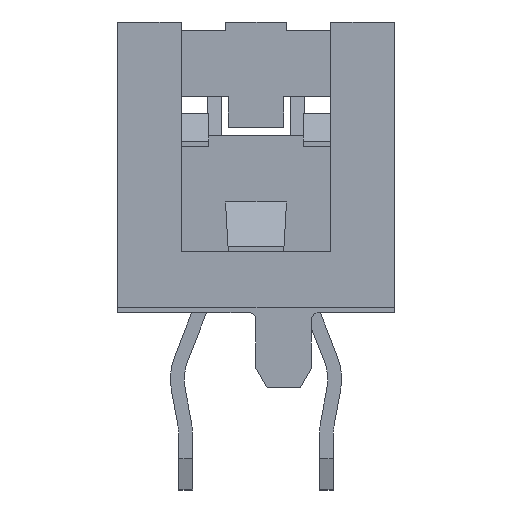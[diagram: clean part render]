
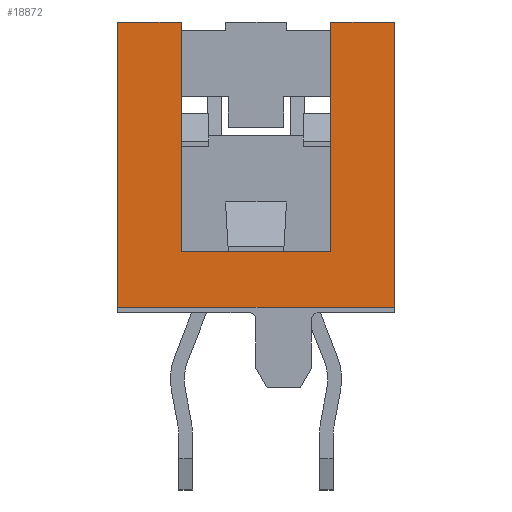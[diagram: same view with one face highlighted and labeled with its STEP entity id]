
A CAD part, left-side view. The second image highlights one B-rep face of the part: STEP entity #18872.
In plain terms, the highlighted face is planar.
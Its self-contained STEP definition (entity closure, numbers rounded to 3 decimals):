
#4758=ORIENTED_EDGE('',*,*,#8378,.F.);
#4759=ORIENTED_EDGE('',*,*,#8363,.F.);
#4760=ORIENTED_EDGE('',*,*,#8382,.T.);
#4761=ORIENTED_EDGE('',*,*,#8478,.T.);
#4762=ORIENTED_EDGE('',*,*,#8448,.F.);
#4763=ORIENTED_EDGE('',*,*,#8429,.T.);
#4764=ORIENTED_EDGE('',*,*,#8447,.T.);
#4765=ORIENTED_EDGE('',*,*,#8480,.T.);
#8363=EDGE_CURVE('',#10544,#10545,#12539,.T.);
#8378=EDGE_CURVE('',#10545,#10553,#12554,.T.);
#8382=EDGE_CURVE('',#10544,#10555,#12558,.T.);
#8429=EDGE_CURVE('',#10582,#10583,#12593,.T.);
#8447=EDGE_CURVE('',#10583,#10585,#12611,.T.);
#8448=EDGE_CURVE('',#10582,#10586,#12612,.T.);
#8478=EDGE_CURVE('',#10555,#10586,#12630,.T.);
#8480=EDGE_CURVE('',#10585,#10553,#12632,.T.);
#10544=VERTEX_POINT('',#29834);
#10545=VERTEX_POINT('',#29836);
#10553=VERTEX_POINT('',#29861);
#10555=VERTEX_POINT('',#29867);
#10582=VERTEX_POINT('',#29955);
#10583=VERTEX_POINT('',#29957);
#10585=VERTEX_POINT('',#29979);
#10586=VERTEX_POINT('',#29994);
#12539=LINE('',#29835,#14807);
#12554=LINE('',#29860,#14822);
#12558=LINE('',#29868,#14826);
#12593=LINE('',#29958,#14861);
#12611=LINE('',#29980,#14879);
#12612=LINE('',#29993,#14880);
#12630=LINE('',#30052,#14898);
#12632=LINE('',#30055,#14900);
#14807=VECTOR('',#24433,1000.);
#14822=VECTOR('',#24452,1000.);
#14826=VECTOR('',#24458,1000.);
#14861=VECTOR('',#24547,1000.);
#14879=VECTOR('',#24569,1000.);
#14880=VECTOR('',#24594,1000.);
#14898=VECTOR('',#24642,1000.);
#14900=VECTOR('',#24646,1000.);
#16306=EDGE_LOOP('',(#4758,#4759,#4760,#4761,#4762,#4763,#4764,#4765));
#17254=FACE_BOUND('',#16306,.T.);
#17962=PLANE('',#20447);
#18872=ADVANCED_FACE('',(#17254),#17962,.F.);
#20447=AXIS2_PLACEMENT_3D('',#30056,#24647,#24648);
#24433=DIRECTION('',(0.,-1.,0.));
#24452=DIRECTION('',(0.,0.,-1.));
#24458=DIRECTION('',(0.,0.,-1.));
#24547=DIRECTION('',(0.,-1.,0.));
#24569=DIRECTION('',(0.,0.,-1.));
#24594=DIRECTION('',(0.,0.,-1.));
#24642=DIRECTION('',(0.,1.,0.));
#24646=DIRECTION('',(0.,1.,0.));
#24647=DIRECTION('',(-1.,0.,0.));
#24648=DIRECTION('',(0.,0.,1.));
#29834=CARTESIAN_POINT('',(9.335,1.35,2.5));
#29835=CARTESIAN_POINT('',(9.335,1.35,2.5));
#29836=CARTESIAN_POINT('',(9.335,-1.35,2.5));
#29860=CARTESIAN_POINT('',(9.335,-1.35,-1.5));
#29861=CARTESIAN_POINT('',(9.335,-1.35,-1.65));
#29867=CARTESIAN_POINT('',(9.335,1.35,-1.65));
#29868=CARTESIAN_POINT('',(9.335,1.35,-1.5));
#29955=CARTESIAN_POINT('',(9.335,2.5,3.5));
#29957=CARTESIAN_POINT('',(9.335,-2.5,3.5));
#29958=CARTESIAN_POINT('',(9.335,2.5,3.5));
#29979=CARTESIAN_POINT('',(9.335,-2.5,-1.65));
#29980=CARTESIAN_POINT('',(9.335,-2.5,-0.3));
#29993=CARTESIAN_POINT('',(9.335,2.5,-0.3));
#29994=CARTESIAN_POINT('',(9.335,2.5,-1.65));
#30052=CARTESIAN_POINT('',(9.335,-2.5,-1.65));
#30055=CARTESIAN_POINT('',(9.335,-2.5,-1.65));
#30056=CARTESIAN_POINT('',(9.335,-2.5,-0.3));
